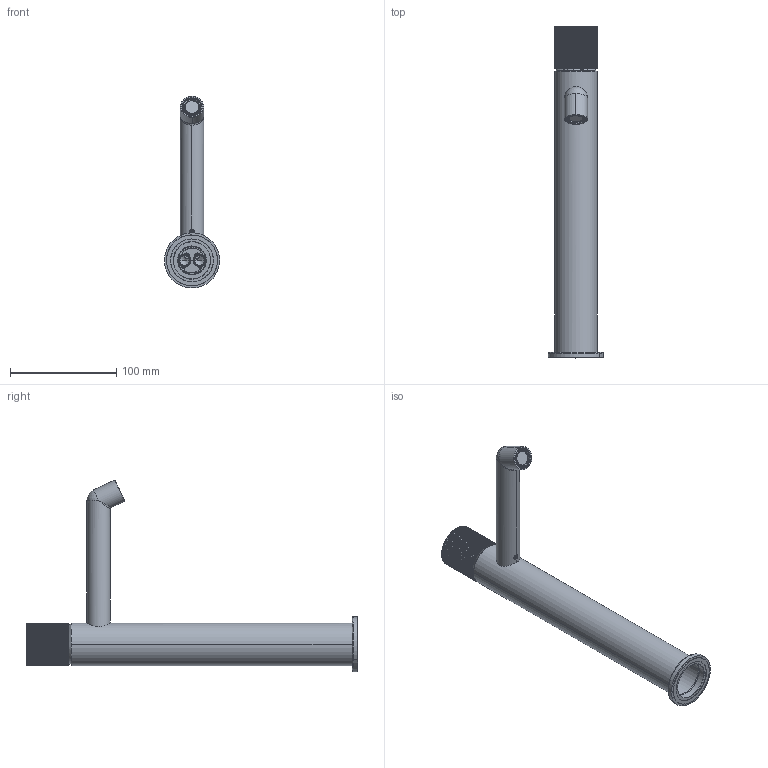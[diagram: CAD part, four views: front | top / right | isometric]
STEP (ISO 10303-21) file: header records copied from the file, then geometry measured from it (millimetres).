
FILE_DESCRIPTION((''),'2;1');
FILE_NAME('ENGLIWTHKR_ASM','2022-03-19T20:46:02',('WEIJOY'),(''),'CREO PARAMETRIC BY PTC INC, 2019224','CREO PARAMETRIC BY PTC INC, 2019224','');
FILE_SCHEMA(('CONFIG_CONTROL_DESIGN'));
Length unit declared in the file: millimetre
Products named in the file (23): 615-0301_X2_4E3B4F537BA1_X-3141; 615-0301_X2_4E3B4F537BA1_X-3140; CT25UF001_X2_960082AF_X0__ID106; _X2_516D89D2538B5E3D_X0__ID102_; 615-0101__X2_76F4_X0___ID98_X_T; _X2_7EBD73C0_X0_M18_5X1_X2_5185; 873-0100__X2_9B03_X0___ID66_X_T; 48X40_5X4_X2_57AB7247_X0__ID62_; M5X3_X2_87BA4E1D_X0__ID58_X_T_1; 5_5X3_X2_58355934_X0__ID54_X_T_; _X2_535551B751FA6C347BA18FDB6C3; O_X2_578B5708_X0_15X2_ID46_X_T_; O_X2_578B5708_X0_15X2_ID42_X_T_; O_X2_578B5708_X0_13X1_5_ID38_X_; M5X4_X2_5C16593487BA4E1D_X0__ID; 615-0301_X2_51FA6C347BA1_X0__ID; O_X2_578B5708_X0_33X2_ID26_X_T_; O_X2_578B5708_X0_27X2_ID22_X_T_; 615-0101_X2_88C5997076D6_X0_B_I; O_X2_578B5708_X0_34X2_ID14_X_T_; 615-0301_X_T_1_ASM_1_ASM; 615-0301_X_T_ASM_1_ASM; ENGLIWTHKR_ASM
Assembly tree (22 placements, depth 4):
  ENGLIWTHKR_ASM
    615-0301_X_T_ASM_1_ASM
      615-0301_X_T_1_ASM_1_ASM
        615-0301_X2_4E3B4F537BA1_X-3141
        615-0301_X2_4E3B4F537BA1_X-3140
        CT25UF001_X2_960082AF_X0__ID106
        _X2_516D89D2538B5E3D_X0__ID102_
        615-0101__X2_76F4_X0___ID98_X_T
        _X2_7EBD73C0_X0_M18_5X1_X2_5185
        873-0100__X2_9B03_X0___ID66_X_T
        48X40_5X4_X2_57AB7247_X0__ID62_
        M5X3_X2_87BA4E1D_X0__ID58_X_T_1
        5_5X3_X2_58355934_X0__ID54_X_T_
        _X2_535551B751FA6C347BA18FDB6C3
        O_X2_578B5708_X0_15X2_ID46_X_T_
        O_X2_578B5708_X0_15X2_ID42_X_T_
        O_X2_578B5708_X0_13X1_5_ID38_X_
        M5X4_X2_5C16593487BA4E1D_X0__ID
        615-0301_X2_51FA6C347BA1_X0__ID
        O_X2_578B5708_X0_33X2_ID26_X_T_
        O_X2_578B5708_X0_27X2_ID22_X_T_
        615-0101_X2_88C5997076D6_X0_B_I
        O_X2_578B5708_X0_34X2_ID14_X_T_
Bounding box: 51.92 x 312.9 x 180.86 mm (x, y, z)
Volume: 155877 mm3; surface area: 130306.5 mm2
Topology: 19 solids, 20 shells, 1130 faces, 3031 edges, 1974 vertices
Faces by surface type: cylinder 446, plane 423, torus 156, cone 88, bspline 14, extrusion 2, sphere 1
Entity records: 47762 total; most frequent: CARTESIAN_POINT 18322, DIRECTION 6386, ORIENTED_EDGE 6032, EDGE_CURVE 3023, AXIS2_PLACEMENT_3D 2468, VERTEX_POINT 1974, VECTOR 1450, LINE 1448
